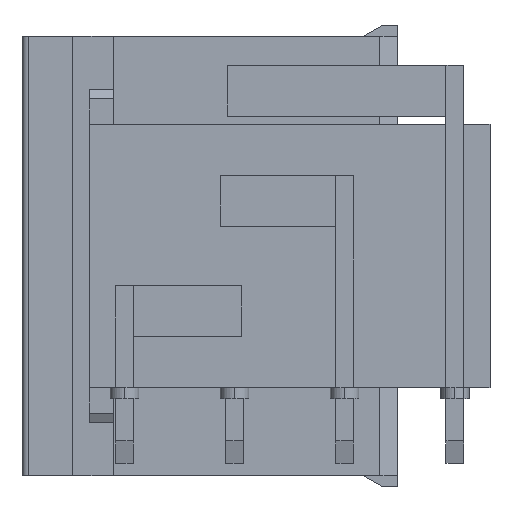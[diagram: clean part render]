
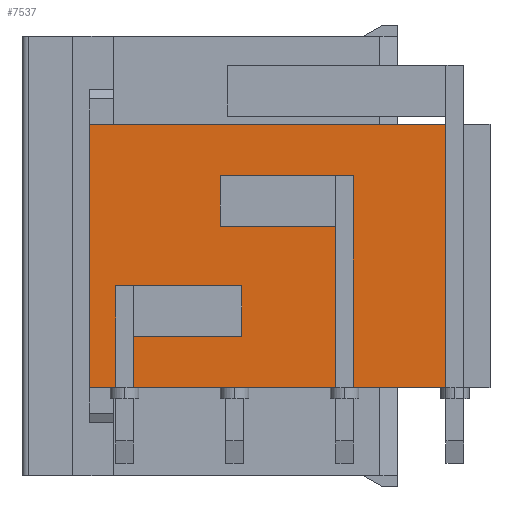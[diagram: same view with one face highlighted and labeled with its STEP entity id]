
A CAD part, front view. The second image highlights one B-rep face of the part: STEP entity #7537.
In plain terms, the highlighted planar face has unit normal (0, -1, 0).
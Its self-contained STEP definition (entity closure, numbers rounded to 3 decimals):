
#3010=CARTESIAN_POINT('',(-3.15,-1.4,7.325));
#3011=VERTEX_POINT('',#3010);
#3020=CARTESIAN_POINT('',(2.1,-1.4,7.325));
#3021=VERTEX_POINT('',#3020);
#3022=CARTESIAN_POINT('',(2.1,-1.4,7.325));
#3023=DIRECTION('',(-1.0,0.0,0.0));
#3024=VECTOR('',#3023,5.25);
#3025=LINE('',#3022,#3024);
#3026=EDGE_CURVE('',#3021,#3011,#3025,.T.);
#3243=CARTESIAN_POINT('',(-2.169,-1.4,4.625));
#3244=VERTEX_POINT('',#3243);
#3251=CARTESIAN_POINT('',(-7.9,-1.4,4.625));
#3252=VERTEX_POINT('',#3251);
#3253=CARTESIAN_POINT('',(-2.169,-1.4,4.625));
#3254=DIRECTION('',(-1.0,0.0,0.0));
#3255=VECTOR('',#3254,5.731);
#3256=LINE('',#3253,#3255);
#3257=EDGE_CURVE('',#3244,#3252,#3256,.T.);
#4333=CARTESIAN_POINT('',(-3.15,-1.4,9.625));
#4334=VERTEX_POINT('',#4333);
#4335=CARTESIAN_POINT('',(2.9,-1.4,9.625));
#4336=VERTEX_POINT('',#4335);
#4337=CARTESIAN_POINT('',(-3.15,-1.4,9.625));
#4338=DIRECTION('',(1.0,0.0,0.0));
#4339=VECTOR('',#4338,6.05);
#4340=LINE('',#4337,#4339);
#4341=EDGE_CURVE('',#4334,#4336,#4340,.T.);
#4389=CARTESIAN_POINT('',(7.1,-1.4,0.));
#4390=VERTEX_POINT('',#4389);
#4398=CARTESIAN_POINT('',(7.1,-1.4,11.95));
#4399=VERTEX_POINT('',#4398);
#4406=CARTESIAN_POINT('',(7.1,-1.4,11.95));
#4407=DIRECTION('',(0.0,0.0,-1.0));
#4408=VECTOR('',#4407,11.95);
#4409=LINE('',#4406,#4408);
#4410=EDGE_CURVE('',#4399,#4390,#4409,.T.);
#4547=CARTESIAN_POINT('',(-7.1,-1.4,2.325));
#4548=VERTEX_POINT('',#4547);
#4555=CARTESIAN_POINT('',(-2.169,-1.4,2.325));
#4556=VERTEX_POINT('',#4555);
#4557=CARTESIAN_POINT('',(-2.169,-1.4,2.325));
#4558=DIRECTION('',(-1.0,0.0,0.0));
#4559=VECTOR('',#4558,4.931);
#4560=LINE('',#4557,#4559);
#4561=EDGE_CURVE('',#4556,#4548,#4560,.T.);
#4642=CARTESIAN_POINT('',(-3.15,-1.4,9.625));
#4643=DIRECTION('',(0.0,0.0,-1.0));
#4644=VECTOR('',#4643,2.3);
#4645=LINE('',#4642,#4644);
#4646=EDGE_CURVE('',#4334,#3011,#4645,.T.);
#4736=CARTESIAN_POINT('',(2.9,-1.4,0.));
#4737=VERTEX_POINT('',#4736);
#4738=CARTESIAN_POINT('',(2.9,-1.4,0.));
#4739=DIRECTION('',(1.0,0.0,0.0));
#4740=VECTOR('',#4739,4.2);
#4741=LINE('',#4738,#4740);
#4742=EDGE_CURVE('',#4737,#4390,#4741,.T.);
#4760=CARTESIAN_POINT('',(2.1,-1.4,0.));
#4761=VERTEX_POINT('',#4760);
#4768=CARTESIAN_POINT('',(-7.1,-1.4,0.));
#4769=VERTEX_POINT('',#4768);
#4770=CARTESIAN_POINT('',(-7.1,-1.4,0.));
#4771=DIRECTION('',(1.0,0.0,0.0));
#4772=VECTOR('',#4771,9.2);
#4773=LINE('',#4770,#4772);
#4774=EDGE_CURVE('',#4769,#4761,#4773,.T.);
#4792=CARTESIAN_POINT('',(-7.9,-1.4,0.));
#4793=VERTEX_POINT('',#4792);
#4800=CARTESIAN_POINT('',(-9.1,-1.4,0.));
#4801=VERTEX_POINT('',#4800);
#4802=CARTESIAN_POINT('',(-9.1,-1.4,0.));
#4803=DIRECTION('',(1.0,0.0,0.0));
#4804=VECTOR('',#4803,1.2);
#4805=LINE('',#4802,#4804);
#4806=EDGE_CURVE('',#4801,#4793,#4805,.T.);
#5492=CARTESIAN_POINT('',(-9.1,-1.4,11.95));
#5493=VERTEX_POINT('',#5492);
#5494=CARTESIAN_POINT('',(-9.1,-1.4,11.95));
#5495=DIRECTION('',(0.0,0.0,-1.0));
#5496=VECTOR('',#5495,11.95);
#5497=LINE('',#5494,#5496);
#5498=EDGE_CURVE('',#5493,#4801,#5497,.T.);
#6560=CARTESIAN_POINT('',(7.1,-1.4,11.95));
#6561=DIRECTION('',(-1.0,0.0,0.0));
#6562=VECTOR('',#6561,16.2);
#6563=LINE('',#6560,#6562);
#6564=EDGE_CURVE('',#4399,#5493,#6563,.T.);
#6739=CARTESIAN_POINT('',(-2.169,-1.4,4.625));
#6740=DIRECTION('',(0.0,0.0,-1.0));
#6741=VECTOR('',#6740,2.3);
#6742=LINE('',#6739,#6741);
#6743=EDGE_CURVE('',#3244,#4556,#6742,.T.);
#7073=CARTESIAN_POINT('',(2.1,-1.4,7.325));
#7074=DIRECTION('',(0.0,0.0,-1.0));
#7075=VECTOR('',#7074,7.325);
#7076=LINE('',#7073,#7075);
#7077=EDGE_CURVE('',#3021,#4761,#7076,.T.);
#7194=CARTESIAN_POINT('',(-7.9,-1.4,4.625));
#7195=DIRECTION('',(0.0,0.0,-1.0));
#7196=VECTOR('',#7195,4.625);
#7197=LINE('',#7194,#7196);
#7198=EDGE_CURVE('',#3252,#4793,#7197,.T.);
#7247=CARTESIAN_POINT('',(2.9,-1.4,0.));
#7248=DIRECTION('',(0.0,0.0,1.0));
#7249=VECTOR('',#7248,9.625);
#7250=LINE('',#7247,#7249);
#7251=EDGE_CURVE('',#4737,#4336,#7250,.T.);
#7509=CARTESIAN_POINT('',(-9.91,-1.4,-0.598));
#7510=DIRECTION('',(0.0,-1.0,0.0));
#7511=DIRECTION('',(0.0,0.0,1.0));
#7512=AXIS2_PLACEMENT_3D('',#7509,#7510,#7511);
#7513=PLANE('',#7512);
#7514=ORIENTED_EDGE('',*,*,#3257,.F.);
#7515=ORIENTED_EDGE('',*,*,#6743,.T.);
#7516=ORIENTED_EDGE('',*,*,#4561,.T.);
#7517=CARTESIAN_POINT('',(-7.1,-1.4,2.325));
#7518=DIRECTION('',(0.0,0.0,-1.0));
#7519=VECTOR('',#7518,2.325);
#7520=LINE('',#7517,#7519);
#7521=EDGE_CURVE('',#4548,#4769,#7520,.T.);
#7522=ORIENTED_EDGE('',*,*,#7521,.T.);
#7523=ORIENTED_EDGE('',*,*,#4774,.T.);
#7524=ORIENTED_EDGE('',*,*,#7077,.F.);
#7525=ORIENTED_EDGE('',*,*,#3026,.T.);
#7526=ORIENTED_EDGE('',*,*,#4646,.F.);
#7527=ORIENTED_EDGE('',*,*,#4341,.T.);
#7528=ORIENTED_EDGE('',*,*,#7251,.F.);
#7529=ORIENTED_EDGE('',*,*,#4742,.T.);
#7530=ORIENTED_EDGE('',*,*,#4410,.F.);
#7531=ORIENTED_EDGE('',*,*,#6564,.T.);
#7532=ORIENTED_EDGE('',*,*,#5498,.T.);
#7533=ORIENTED_EDGE('',*,*,#4806,.T.);
#7534=ORIENTED_EDGE('',*,*,#7198,.F.);
#7535=EDGE_LOOP('',(#7514,#7515,#7516,#7522,#7523,#7524,#7525,#7526,#7527,#7528,#7529,#7530,#7531,#7532,#7533,#7534));
#7536=FACE_OUTER_BOUND('',#7535,.T.);
#7537=ADVANCED_FACE('',(#7536),#7513,.T.);
